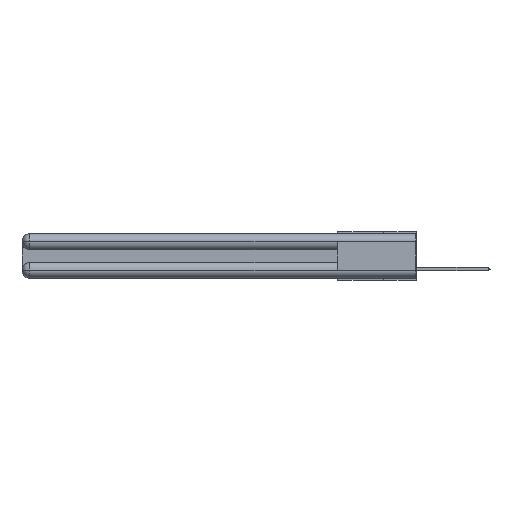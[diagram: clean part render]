
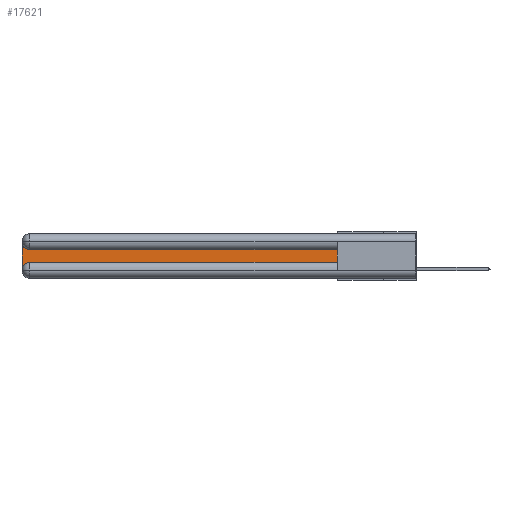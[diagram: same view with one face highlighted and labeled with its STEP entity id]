
A CAD part, left-side view. The second image highlights one B-rep face of the part: STEP entity #17621.
In plain terms, the highlighted planar face has unit normal (-1, 0, 0).
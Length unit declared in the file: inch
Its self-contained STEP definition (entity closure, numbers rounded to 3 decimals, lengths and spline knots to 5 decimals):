
#1416 = DIRECTION ( 'NONE',  ( 0., 0., -1. ) ) ;
#1860 = VERTEX_POINT ( 'NONE', #14403 ) ;
#2760 = CARTESIAN_POINT ( 'NONE',  ( 0.075, 0.6, -0.2175 ) ) ;
#3080 = VECTOR ( 'NONE', #19469, 39.37008 ) ;
#3232 = CARTESIAN_POINT ( 'NONE',  ( 0.075, 0.6, -0.1225 ) ) ;
#3399 = PLANE ( 'NONE',  #3495 ) ;
#3442 = DIRECTION ( 'NONE',  ( 0., 1., 0. ) ) ;
#3495 = AXIS2_PLACEMENT_3D ( 'NONE', #28598, #18593, #11296 ) ;
#6458 = CARTESIAN_POINT ( 'NONE',  ( 0.075, 0.6, -0.2175 ) ) ;
#6577 = DIRECTION ( 'NONE',  ( 1., 0., 0. ) ) ;
#7488 = EDGE_CURVE ( 'NONE', #16102, #16565, #22885, .T. ) ;
#9283 = EDGE_CURVE ( 'NONE', #16237, #13276, #9740, .T. ) ;
#9740 = LINE ( 'NONE', #29493, #3080 ) ;
#9935 = ORIENTED_EDGE ( 'NONE', *, *, #27538, .T. ) ;
#10437 = AXIS2_PLACEMENT_3D ( 'NONE', #32654, #12171, #22311 ) ;
#10928 = CIRCLE ( 'NONE', #19701, 0.06 ) ;
#11046 = CARTESIAN_POINT ( 'NONE',  ( 0.075, 0.6, -0.1225 ) ) ;
#11182 = ORIENTED_EDGE ( 'NONE', *, *, #17962, .T. ) ;
#11296 = DIRECTION ( 'NONE',  ( 0., 0., -1. ) ) ;
#11825 = CIRCLE ( 'NONE', #10437, 0.06 ) ;
#12171 = DIRECTION ( 'NONE',  ( 1., 0., 0. ) ) ;
#12282 = CARTESIAN_POINT ( 'NONE',  ( 0.075, 0.6, -0.2175 ) ) ;
#13276 = VERTEX_POINT ( 'NONE', #31487 ) ;
#13353 = EDGE_CURVE ( 'NONE', #17157, #16102, #25108, .T. ) ;
#14291 = CARTESIAN_POINT ( 'NONE',  ( 0.075, 2.94, -0.1225 ) ) ;
#14403 = CARTESIAN_POINT ( 'NONE',  ( 0.075, 2.94, -0.2175 ) ) ;
#16102 = VERTEX_POINT ( 'NONE', #11046 ) ;
#16237 = VERTEX_POINT ( 'NONE', #27010 ) ;
#16565 = VERTEX_POINT ( 'NONE', #14291 ) ;
#16693 = EDGE_CURVE ( 'NONE', #16565, #16237, #11825, .T. ) ;
#17157 = VERTEX_POINT ( 'NONE', #2760 ) ;
#17621 = ADVANCED_FACE ( 'NONE', ( #28897 ), #3399, .F. ) ;
#17962 = EDGE_CURVE ( 'NONE', #1860, #17157, #18236, .T. ) ;
#18236 = LINE ( 'NONE', #12282, #28091 ) ;
#18593 = DIRECTION ( 'NONE',  ( 1., 0., 0. ) ) ;
#19469 = DIRECTION ( 'NONE',  ( 0., 0., -1. ) ) ;
#19558 = DIRECTION ( 'NONE',  ( 0., -1., 0. ) ) ;
#19629 = EDGE_LOOP ( 'NONE', ( #32433, #30075, #25384, #9935, #11182, #32134 ) ) ;
#19701 = AXIS2_PLACEMENT_3D ( 'NONE', #24019, #6577, #1416 ) ;
#22311 = DIRECTION ( 'NONE',  ( 0., 0., -1. ) ) ;
#22885 = LINE ( 'NONE', #3232, #24096 ) ;
#23909 = VECTOR ( 'NONE', #24121, 39.37008 ) ;
#24019 = CARTESIAN_POINT ( 'NONE',  ( 0.075, 2.94, -0.2775 ) ) ;
#24096 = VECTOR ( 'NONE', #3442, 39.37008 ) ;
#24121 = DIRECTION ( 'NONE',  ( 0., 0., 1. ) ) ;
#25108 = LINE ( 'NONE', #6458, #23909 ) ;
#25384 = ORIENTED_EDGE ( 'NONE', *, *, #9283, .T. ) ;
#27010 = CARTESIAN_POINT ( 'NONE',  ( 0.075, 3., -0.0625 ) ) ;
#27538 = EDGE_CURVE ( 'NONE', #13276, #1860, #10928, .T. ) ;
#28091 = VECTOR ( 'NONE', #19558, 39.37008 ) ;
#28598 = CARTESIAN_POINT ( 'NONE',  ( 0.075, 3., -0.1225 ) ) ;
#28897 = FACE_OUTER_BOUND ( 'NONE', #19629, .T. ) ;
#29493 = CARTESIAN_POINT ( 'NONE',  ( 0.075, 3., -0.2175 ) ) ;
#30075 = ORIENTED_EDGE ( 'NONE', *, *, #16693, .T. ) ;
#31487 = CARTESIAN_POINT ( 'NONE',  ( 0.075, 3., -0.2775 ) ) ;
#32134 = ORIENTED_EDGE ( 'NONE', *, *, #13353, .T. ) ;
#32433 = ORIENTED_EDGE ( 'NONE', *, *, #7488, .T. ) ;
#32654 = CARTESIAN_POINT ( 'NONE',  ( 0.075, 2.94, -0.0625 ) ) ;
